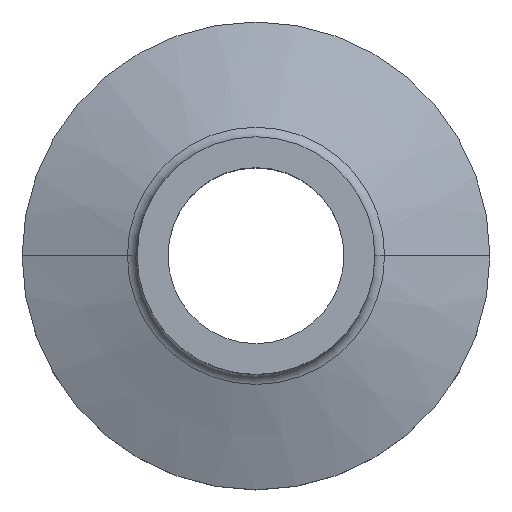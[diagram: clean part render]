
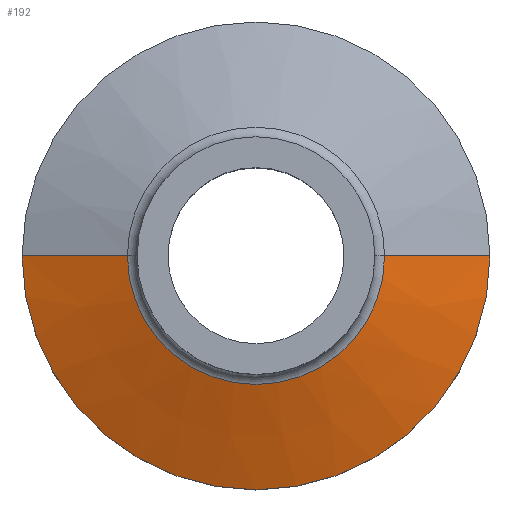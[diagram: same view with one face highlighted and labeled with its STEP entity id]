
A CAD part, top view. The second image highlights one B-rep face of the part: STEP entity #192.
In plain terms, the highlighted conical face has half-angle 70 degrees and reference radius 12.496 mm.
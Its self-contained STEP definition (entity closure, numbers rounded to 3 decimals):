
#25 = AXIS2_PLACEMENT_3D ( 'NONE', #645, #214, #39 ) ;
#39 = DIRECTION ( 'NONE',  ( 1., 0., 0. ) ) ;
#56 = LINE ( 'NONE', #559, #692 ) ;
#63 = EDGE_CURVE ( 'NONE', #640, #372, #65, .T. ) ;
#65 = CIRCLE ( 'NONE', #450, 12.496 ) ;
#79 = DIRECTION ( 'NONE',  ( 0.94, 0., -0.342 ) ) ;
#82 = VECTOR ( 'NONE', #222, 1000. ) ;
#89 = CARTESIAN_POINT ( 'NONE',  ( -12.491, 0., -8.785 ) ) ;
#157 = CARTESIAN_POINT ( 'NONE',  ( -12.491, 0., -8.785 ) ) ;
#167 = ORIENTED_EDGE ( 'NONE', *, *, #350, .T. ) ;
#190 = EDGE_CURVE ( 'NONE', #551, #376, #227, .T. ) ;
#191 = DIRECTION ( 'NONE',  ( 1., 0., 0. ) ) ;
#192 = ADVANCED_FACE ( 'NONE', ( #215 ), #626, .T. ) ;
#208 = CARTESIAN_POINT ( 'NONE',  ( 0.004, 0., -8.785 ) ) ;
#209 = ORIENTED_EDGE ( 'NONE', *, *, #63, .T. ) ;
#212 = ORIENTED_EDGE ( 'NONE', *, *, #517, .F. ) ;
#214 = DIRECTION ( 'NONE',  ( 0., 0., 1. ) ) ;
#215 = FACE_OUTER_BOUND ( 'NONE', #447, .T. ) ;
#222 = DIRECTION ( 'NONE',  ( -0.94, 0., -0.342 ) ) ;
#227 = CIRCLE ( 'NONE', #25, 6.87 ) ;
#237 = CARTESIAN_POINT ( 'NONE',  ( -6.865, 0., -6.738 ) ) ;
#269 = CARTESIAN_POINT ( 'NONE',  ( 12.5, 0., -8.785 ) ) ;
#270 = LINE ( 'NONE', #157, #82 ) ;
#350 = EDGE_CURVE ( 'NONE', #551, #640, #270, .T. ) ;
#359 = CARTESIAN_POINT ( 'NONE',  ( 0.004, 0., -8.785 ) ) ;
#372 = VERTEX_POINT ( 'NONE', #269 ) ;
#376 = VERTEX_POINT ( 'NONE', #381 ) ;
#381 = CARTESIAN_POINT ( 'NONE',  ( 6.874, 0., -6.738 ) ) ;
#447 = EDGE_LOOP ( 'NONE', ( #212, #655, #167, #209 ) ) ;
#450 = AXIS2_PLACEMENT_3D ( 'NONE', #359, #572, #191 ) ;
#491 = AXIS2_PLACEMENT_3D ( 'NONE', #208, #590, #638 ) ;
#517 = EDGE_CURVE ( 'NONE', #376, #372, #56, .T. ) ;
#551 = VERTEX_POINT ( 'NONE', #237 ) ;
#559 = CARTESIAN_POINT ( 'NONE',  ( 12.5, 0., -8.785 ) ) ;
#572 = DIRECTION ( 'NONE',  ( 0., 0., 1. ) ) ;
#590 = DIRECTION ( 'NONE',  ( 0., 0., -1. ) ) ;
#626 = CONICAL_SURFACE ( 'NONE', #491, 12.496, 1.222 ) ;
#638 = DIRECTION ( 'NONE',  ( -1., 0., 0. ) ) ;
#640 = VERTEX_POINT ( 'NONE', #89 ) ;
#645 = CARTESIAN_POINT ( 'NONE',  ( 0.004, 0., -6.738 ) ) ;
#655 = ORIENTED_EDGE ( 'NONE', *, *, #190, .F. ) ;
#692 = VECTOR ( 'NONE', #79, 1000. ) ;
